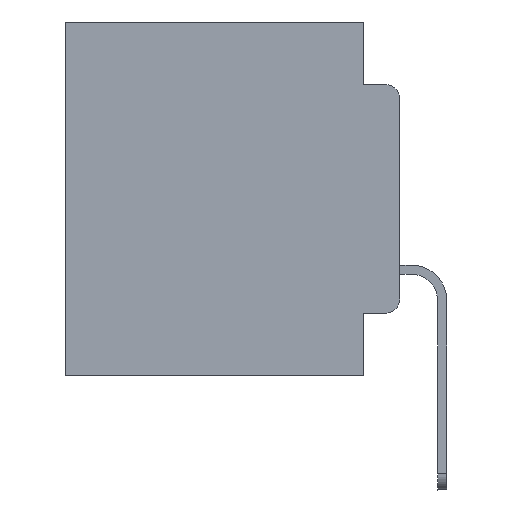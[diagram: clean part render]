
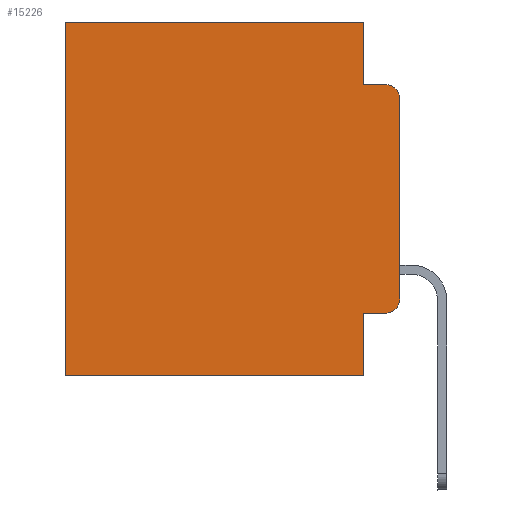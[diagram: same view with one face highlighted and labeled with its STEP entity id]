
A CAD part, left-side view. The second image highlights one B-rep face of the part: STEP entity #15226.
In plain terms, the highlighted planar face has unit normal (-1, 0, 0).
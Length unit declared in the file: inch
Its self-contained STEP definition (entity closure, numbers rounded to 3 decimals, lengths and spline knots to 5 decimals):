
#195 = VERTEX_POINT ( 'NONE', #15953 ) ;
#442 = CARTESIAN_POINT ( 'NONE',  ( 0.298, 0.051, 0. ) ) ;
#548 = ORIENTED_EDGE ( 'NONE', *, *, #11664, .F. ) ;
#580 = CARTESIAN_POINT ( 'NONE',  ( 0.298, 0.051, 0. ) ) ;
#1193 = ORIENTED_EDGE ( 'NONE', *, *, #26243, .F. ) ;
#1205 = ORIENTED_EDGE ( 'NONE', *, *, #5189, .T. ) ;
#1431 = VECTOR ( 'NONE', #12968, 39.37008 ) ;
#1836 = VECTOR ( 'NONE', #16848, 39.37008 ) ;
#3287 = ORIENTED_EDGE ( 'NONE', *, *, #13237, .F. ) ;
#3884 = VERTEX_POINT ( 'NONE', #24798 ) ;
#3945 = CARTESIAN_POINT ( 'NONE',  ( 0.298, 0.02, -0.1085 ) ) ;
#4003 = CARTESIAN_POINT ( 'NONE',  ( 0.298, 0.051, 0. ) ) ;
#4071 = DIRECTION ( 'NONE',  ( -1., 0., 0. ) ) ;
#4570 = AXIS2_PLACEMENT_3D ( 'NONE', #22389, #18215, #15902 ) ;
#4718 = ORIENTED_EDGE ( 'NONE', *, *, #6078, .F. ) ;
#5189 = EDGE_CURVE ( 'NONE', #8852, #22275, #16548, .T. ) ;
#5386 = LINE ( 'NONE', #15931, #12988 ) ;
#6078 = EDGE_CURVE ( 'NONE', #16485, #22275, #27167, .T. ) ;
#7179 = CARTESIAN_POINT ( 'NONE',  ( 0.298, 0.02, -0.0885 ) ) ;
#7327 = CARTESIAN_POINT ( 'NONE',  ( 0.298, 0.051, -0.0885 ) ) ;
#7410 = CARTESIAN_POINT ( 'NONE',  ( 0.298, 0., 0. ) ) ;
#7494 = LINE ( 'NONE', #18327, #12654 ) ;
#7636 = DIRECTION ( 'NONE',  ( 0., -1., 0. ) ) ;
#7637 = CARTESIAN_POINT ( 'NONE',  ( 0.298, 0.051, -0.4115 ) ) ;
#8476 = EDGE_CURVE ( 'NONE', #16388, #8852, #7494, .T. ) ;
#8553 = DIRECTION ( 'NONE',  ( 1., 0., 0. ) ) ;
#8676 = CARTESIAN_POINT ( 'NONE',  ( 0.298, 0., 0. ) ) ;
#8852 = VERTEX_POINT ( 'NONE', #20568 ) ;
#8968 = ORIENTED_EDGE ( 'NONE', *, *, #28410, .T. ) ;
#10541 = DIRECTION ( 'NONE',  ( 0., 0., -1. ) ) ;
#11482 = VERTEX_POINT ( 'NONE', #7179 ) ;
#11664 = EDGE_CURVE ( 'NONE', #16388, #17269, #25636, .T. ) ;
#11711 = DIRECTION ( 'NONE',  ( 0., 0., -1. ) ) ;
#12355 = LINE ( 'NONE', #7327, #16169 ) ;
#12654 = VECTOR ( 'NONE', #7636, 39.37008 ) ;
#12847 = DIRECTION ( 'NONE',  ( 0., 0., -1. ) ) ;
#12968 = DIRECTION ( 'NONE',  ( 0., 1., 0. ) ) ;
#12988 = VECTOR ( 'NONE', #13899, 39.37008 ) ;
#13237 = EDGE_CURVE ( 'NONE', #17269, #3884, #27943, .T. ) ;
#13899 = DIRECTION ( 'NONE',  ( 0., 0., -1. ) ) ;
#14297 = EDGE_CURVE ( 'NONE', #16485, #11482, #21761, .T. ) ;
#14532 = DIRECTION ( 'NONE',  ( 0., 0., -1. ) ) ;
#15053 = PLANE ( 'NONE',  #25939 ) ;
#15226 = ADVANCED_FACE ( 'NONE', ( #19795 ), #15053, .F. ) ;
#15697 = EDGE_LOOP ( 'NONE', ( #4718, #26948, #23553, #1193, #17609, #8968, #3287, #548, #25116, #1205 ) ) ;
#15902 = DIRECTION ( 'NONE',  ( 0., 0., -1. ) ) ;
#15931 = CARTESIAN_POINT ( 'NONE',  ( 0.298, 0.473, 0. ) ) ;
#15934 = VERTEX_POINT ( 'NONE', #580 ) ;
#15953 = CARTESIAN_POINT ( 'NONE',  ( 0.298, 0.051, -0.0885 ) ) ;
#16169 = VECTOR ( 'NONE', #27235, 39.37008 ) ;
#16388 = VERTEX_POINT ( 'NONE', #7637 ) ;
#16485 = VERTEX_POINT ( 'NONE', #23374 ) ;
#16548 = CIRCLE ( 'NONE', #4570, 0.02 ) ;
#16576 = VECTOR ( 'NONE', #11711, 39.37008 ) ;
#16848 = DIRECTION ( 'NONE',  ( 0., 1., 0. ) ) ;
#17041 = CARTESIAN_POINT ( 'NONE',  ( 0.298, 0.473, 0. ) ) ;
#17269 = VERTEX_POINT ( 'NONE', #21115 ) ;
#17311 = CARTESIAN_POINT ( 'NONE',  ( 0.298, 0., 0. ) ) ;
#17609 = ORIENTED_EDGE ( 'NONE', *, *, #21700, .T. ) ;
#18215 = DIRECTION ( 'NONE',  ( -1., 0., 0. ) ) ;
#18327 = CARTESIAN_POINT ( 'NONE',  ( 0.298, 0.051, -0.4115 ) ) ;
#18962 = DIRECTION ( 'NONE',  ( 0., 0., -1. ) ) ;
#19085 = VERTEX_POINT ( 'NONE', #17041 ) ;
#19795 = FACE_OUTER_BOUND ( 'NONE', #15697, .T. ) ;
#20368 = LINE ( 'NONE', #442, #16576 ) ;
#20568 = CARTESIAN_POINT ( 'NONE',  ( 0.298, 0.02, -0.4115 ) ) ;
#21115 = CARTESIAN_POINT ( 'NONE',  ( 0.298, 0.051, -0.5 ) ) ;
#21700 = EDGE_CURVE ( 'NONE', #15934, #19085, #28271, .T. ) ;
#21761 = CIRCLE ( 'NONE', #25442, 0.02 ) ;
#21901 = EDGE_CURVE ( 'NONE', #195, #11482, #12355, .T. ) ;
#22275 = VERTEX_POINT ( 'NONE', #26344 ) ;
#22389 = CARTESIAN_POINT ( 'NONE',  ( 0.298, 0.02, -0.3915 ) ) ;
#23374 = CARTESIAN_POINT ( 'NONE',  ( 0.298, 0., -0.1085 ) ) ;
#23553 = ORIENTED_EDGE ( 'NONE', *, *, #21901, .F. ) ;
#24798 = CARTESIAN_POINT ( 'NONE',  ( 0.298, 0.473, -0.5 ) ) ;
#24861 = VECTOR ( 'NONE', #14532, 39.37008 ) ;
#25116 = ORIENTED_EDGE ( 'NONE', *, *, #8476, .T. ) ;
#25442 = AXIS2_PLACEMENT_3D ( 'NONE', #3945, #4071, #12847 ) ;
#25636 = LINE ( 'NONE', #4003, #24861 ) ;
#25911 = CARTESIAN_POINT ( 'NONE',  ( 0.298, 0., -0.5 ) ) ;
#25939 = AXIS2_PLACEMENT_3D ( 'NONE', #8676, #8553, #10541 ) ;
#26243 = EDGE_CURVE ( 'NONE', #15934, #195, #20368, .T. ) ;
#26344 = CARTESIAN_POINT ( 'NONE',  ( 0.298, 0., -0.3915 ) ) ;
#26948 = ORIENTED_EDGE ( 'NONE', *, *, #14297, .T. ) ;
#27124 = VECTOR ( 'NONE', #18962, 39.37008 ) ;
#27167 = LINE ( 'NONE', #7410, #27124 ) ;
#27235 = DIRECTION ( 'NONE',  ( 0., -1., 0. ) ) ;
#27943 = LINE ( 'NONE', #25911, #1836 ) ;
#28271 = LINE ( 'NONE', #17311, #1431 ) ;
#28410 = EDGE_CURVE ( 'NONE', #19085, #3884, #5386, .T. ) ;
